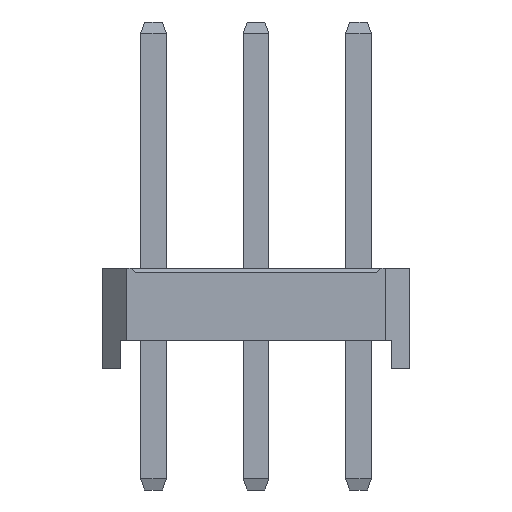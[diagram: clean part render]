
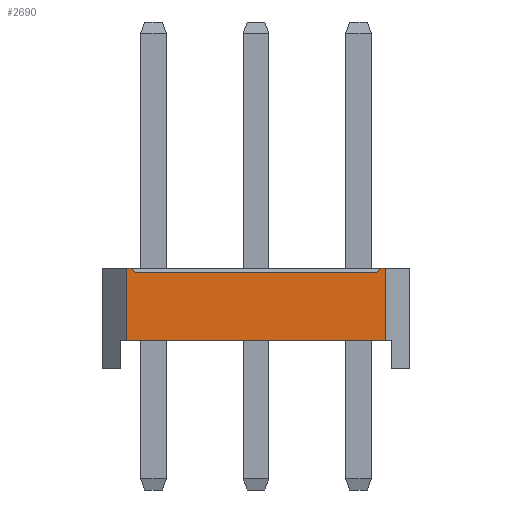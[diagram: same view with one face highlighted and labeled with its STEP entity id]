
A CAD part, left-side view. The second image highlights one B-rep face of the part: STEP entity #2690.
In plain terms, the highlighted planar face has unit normal (-1, 0, 0).
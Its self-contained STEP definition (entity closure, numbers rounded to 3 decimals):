
#2690=ADVANCED_FACE('',(#10420),#10422,.T.);
#10420=FACE_BOUND('',#10421,.T.);
#10421=EDGE_LOOP('',(#16393,#16394,#16395,#16396,#16397,#16398,#16399,#16400));
#10422=PLANE('',#10423);
#10423=AXIS2_PLACEMENT_3D('',#10424,#10425,#10426);
#10424=CARTESIAN_POINT('',(-1.27,5.75,0.));
#10425=DIRECTION('',(-1.,0.,0.));
#10426=DIRECTION('',(0.,-1.,0.));
#16393=ORIENTED_EDGE('',*,*,#20058,.F.);
#16394=ORIENTED_EDGE('',*,*,#20059,.T.);
#16395=ORIENTED_EDGE('',*,*,#20060,.F.);
#16396=ORIENTED_EDGE('',*,*,#19222,.F.);
#16397=ORIENTED_EDGE('',*,*,#20061,.F.);
#16398=ORIENTED_EDGE('',*,*,#18948,.T.);
#16399=ORIENTED_EDGE('',*,*,#20057,.T.);
#16400=ORIENTED_EDGE('',*,*,#19226,.F.);
#18948=EDGE_CURVE('',#21076,#21074,#21077,.T.);
#19222=EDGE_CURVE('',#21622,#21624,#21625,.T.);
#19226=EDGE_CURVE('',#21630,#21632,#21633,.T.);
#20057=EDGE_CURVE('',#21074,#21632,#23001,.T.);
#20058=EDGE_CURVE('',#23002,#21630,#23003,.F.);
#20059=EDGE_CURVE('',#23002,#23004,#23005,.T.);
#20060=EDGE_CURVE('',#21624,#23004,#23006,.F.);
#20061=EDGE_CURVE('',#21076,#21622,#23007,.T.);
#21074=VERTEX_POINT('',#24514);
#21076=VERTEX_POINT('',#24518);
#21077=LINE('',#24519,#24520);
#21622=VERTEX_POINT('',#25610);
#21624=VERTEX_POINT('',#25614);
#21625=LINE('',#25615,#25616);
#21630=VERTEX_POINT('',#25626);
#21632=VERTEX_POINT('',#25630);
#21633=LINE('',#25631,#25632);
#23001=LINE('',#28661,#28662);
#23002=VERTEX_POINT('',#28664);
#23003=LINE('',#28665,#28666);
#23004=VERTEX_POINT('',#28668);
#23005=LINE('',#28669,#28670);
#23006=LINE('',#28672,#28673);
#23007=LINE('',#28675,#28676);
#24514=CARTESIAN_POINT('',(-1.27,-0.67,0.7));
#24518=CARTESIAN_POINT('',(-1.27,5.75,0.7));
#24519=CARTESIAN_POINT('',(-1.27,5.75,0.7));
#24520=VECTOR('',#24521,1.);
#24521=DIRECTION('',(0.,-1.,0.));
#25610=CARTESIAN_POINT('',(-1.27,5.75,2.5));
#25614=CARTESIAN_POINT('',(-1.27,5.63,2.5));
#25615=CARTESIAN_POINT('',(-1.27,5.75,2.5));
#25616=VECTOR('',#25617,1.);
#25617=DIRECTION('',(0.,-1.,0.));
#25626=CARTESIAN_POINT('',(-1.27,-0.55,2.5));
#25630=CARTESIAN_POINT('',(-1.27,-0.67,2.5));
#25631=CARTESIAN_POINT('',(-1.27,-0.55,2.5));
#25632=VECTOR('',#25633,1.);
#25633=DIRECTION('',(0.,-1.,0.));
#28661=CARTESIAN_POINT('',(-1.27,-0.67,0.7));
#28662=VECTOR('',#28663,1.);
#28663=DIRECTION('',(0.,0.,1.));
#28664=CARTESIAN_POINT('',(-1.27,-0.45,2.4));
#28665=CARTESIAN_POINT('',(-1.27,-0.55,2.5));
#28666=VECTOR('',#28667,1.);
#28667=DIRECTION('',(0.,0.707,-0.707));
#28668=CARTESIAN_POINT('',(-1.27,5.53,2.4));
#28669=CARTESIAN_POINT('',(-1.27,-0.45,2.4));
#28670=VECTOR('',#28671,1.);
#28671=DIRECTION('',(0.,1.,0.));
#28672=CARTESIAN_POINT('',(-1.27,5.53,2.4));
#28673=VECTOR('',#28674,1.);
#28674=DIRECTION('',(0.,0.707,0.707));
#28675=CARTESIAN_POINT('',(-1.27,5.75,0.7));
#28676=VECTOR('',#28677,1.);
#28677=DIRECTION('',(0.,0.,1.));
